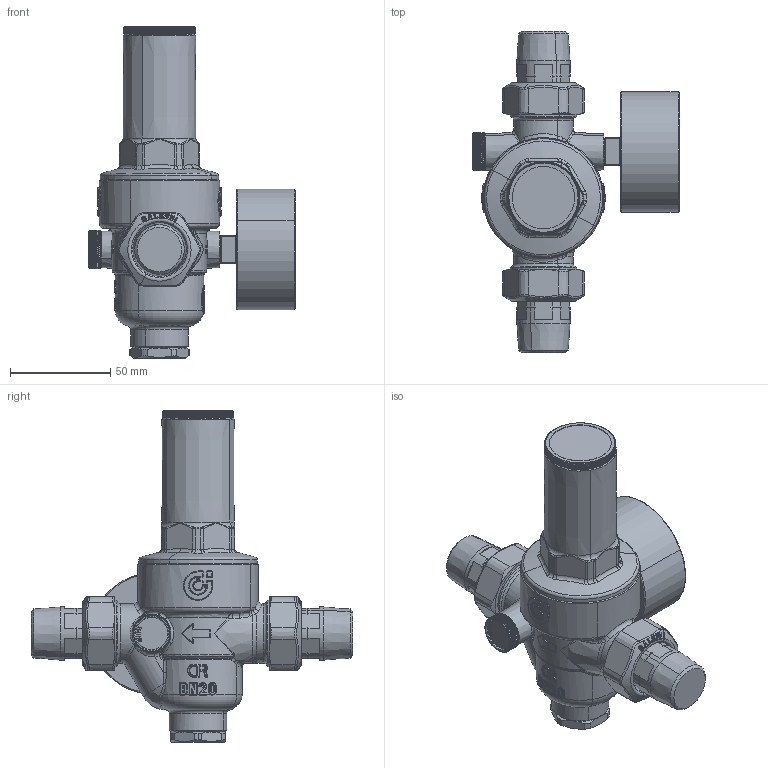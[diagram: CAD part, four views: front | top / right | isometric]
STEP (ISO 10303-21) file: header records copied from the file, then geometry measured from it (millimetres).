
FILE_DESCRIPTION(('CATIA V5 STEP Exchange','CAx-IF Rec.Pracs.--- Model Styling and Organization---1.4--- 2014-01-23','CAx-IF Rec.Pracs.---3D Tessellated Data Validation Properties---0.5---2014-09-14'),'2;1');
FILE_NAME('STEP_536051_-_TST.stp','2022-04-21T07:37:42+00:00',('none'),('none'),'CATIA Version 5-6 Release 2019 SP3','CATIA V5 STEP AP242 v1','none');
FILE_SCHEMA(('AP242_MANAGED_MODEL_BASED_3D_ENGINEERING_MIM_LF {1 0 10303 442 1 1 4}'));
Length unit declared in the file: millimetre
Products named in the file (1): 536051 - TST
Bounding box: 102.6 x 160 x 165.3 mm (x, y, z)
Volume: 427193.9 mm3; surface area: 52084.5 mm2
Topology: 1 solids, 1 shells, 3389 faces, 8755 edges, 5201 vertices
Faces by surface type: bspline 1275, plane 1057, cylinder 614, sphere 192, cone 144, torus 107
Entity records: 171351 total; most frequent: CARTESIAN_POINT 105875, ORIENTED_EDGE 17098, EDGE_CURVE 8549, DIRECTION 7261, VERTEX_POINT 5201, B_SPLINE_CURVE_WITH_KNOTS 4264, EDGE_LOOP 3428, ADVANCED_FACE 3389
